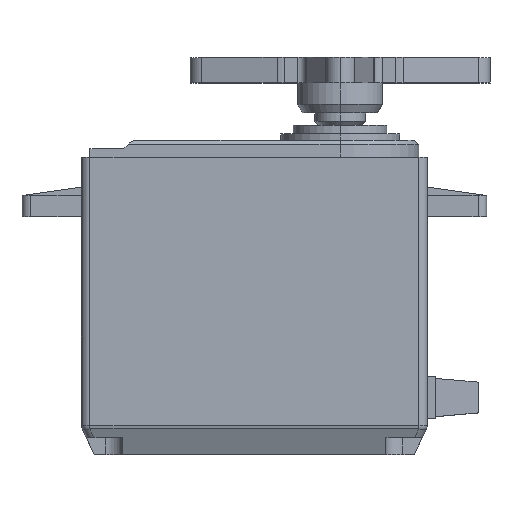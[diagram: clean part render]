
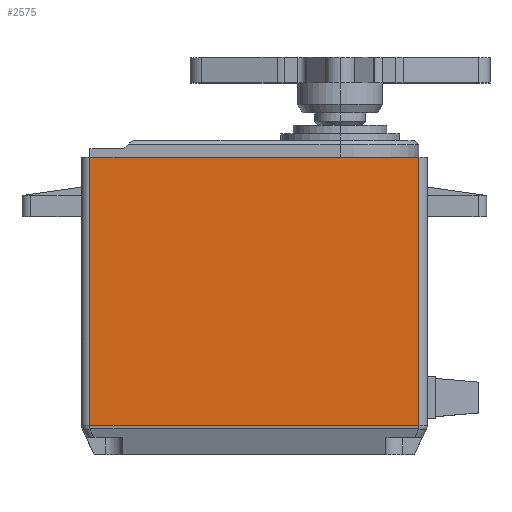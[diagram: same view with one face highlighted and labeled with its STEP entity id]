
A CAD part, top view. The second image highlights one B-rep face of the part: STEP entity #2575.
In plain terms, the highlighted planar face has unit normal (0, 0, 1).
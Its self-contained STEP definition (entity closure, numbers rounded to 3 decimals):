
#167 = VERTEX_POINT ( 'NONE', #1893 ) ;
#266 = CARTESIAN_POINT ( 'NONE',  ( 19.35, 17.5, 10.25 ) ) ;
#392 = CARTESIAN_POINT ( 'NONE',  ( -19.35, 0., 10.25 ) ) ;
#808 = EDGE_CURVE ( 'NONE', #5996, #3905, #5882, .T. ) ;
#946 = DIRECTION ( 'NONE',  ( -1., 0., 0. ) ) ;
#979 = CARTESIAN_POINT ( 'NONE',  ( 0., 0., 10.25 ) ) ;
#1165 = EDGE_CURVE ( 'NONE', #3905, #167, #3844, .T. ) ;
#1643 = EDGE_LOOP ( 'NONE', ( #3305, #6025, #4699, #4894 ) ) ;
#1740 = AXIS2_PLACEMENT_3D ( 'NONE', #979, #1971, #946 ) ;
#1747 = CARTESIAN_POINT ( 'NONE',  ( -19.35, 17.5, 10.25 ) ) ;
#1771 = CARTESIAN_POINT ( 'NONE',  ( 20.35, -14.062, 10.25 ) ) ;
#1893 = CARTESIAN_POINT ( 'NONE',  ( 19.35, -14.062, 10.25 ) ) ;
#1910 = DIRECTION ( 'NONE',  ( 0., -1., 0. ) ) ;
#1971 = DIRECTION ( 'NONE',  ( 0., 0., -1. ) ) ;
#2184 = EDGE_CURVE ( 'NONE', #167, #3006, #4396, .T. ) ;
#2286 = DIRECTION ( 'NONE',  ( 1., 0., 0. ) ) ;
#2314 = LINE ( 'NONE', #6535, #6321 ) ;
#2575 = ADVANCED_FACE ( 'NONE', ( #5760 ), #5073, .F. ) ;
#2606 = VECTOR ( 'NONE', #6697, 1000. ) ;
#3006 = VERTEX_POINT ( 'NONE', #266 ) ;
#3305 = ORIENTED_EDGE ( 'NONE', *, *, #1165, .T. ) ;
#3431 = EDGE_CURVE ( 'NONE', #3006, #5996, #2314, .T. ) ;
#3844 = LINE ( 'NONE', #1771, #4724 ) ;
#3856 = DIRECTION ( 'NONE',  ( -1., 0., 0. ) ) ;
#3905 = VERTEX_POINT ( 'NONE', #6240 ) ;
#4396 = LINE ( 'NONE', #5736, #2606 ) ;
#4699 = ORIENTED_EDGE ( 'NONE', *, *, #3431, .T. ) ;
#4724 = VECTOR ( 'NONE', #2286, 1000. ) ;
#4894 = ORIENTED_EDGE ( 'NONE', *, *, #808, .T. ) ;
#5073 = PLANE ( 'NONE',  #1740 ) ;
#5736 = CARTESIAN_POINT ( 'NONE',  ( 19.35, 0., 10.25 ) ) ;
#5760 = FACE_OUTER_BOUND ( 'NONE', #1643, .T. ) ;
#5882 = LINE ( 'NONE', #392, #6530 ) ;
#5996 = VERTEX_POINT ( 'NONE', #1747 ) ;
#6025 = ORIENTED_EDGE ( 'NONE', *, *, #2184, .T. ) ;
#6240 = CARTESIAN_POINT ( 'NONE',  ( -19.35, -14.062, 10.25 ) ) ;
#6321 = VECTOR ( 'NONE', #3856, 1000. ) ;
#6530 = VECTOR ( 'NONE', #1910, 1000. ) ;
#6535 = CARTESIAN_POINT ( 'NONE',  ( -20.35, 17.5, 10.25 ) ) ;
#6697 = DIRECTION ( 'NONE',  ( 0., 1., 0. ) ) ;
